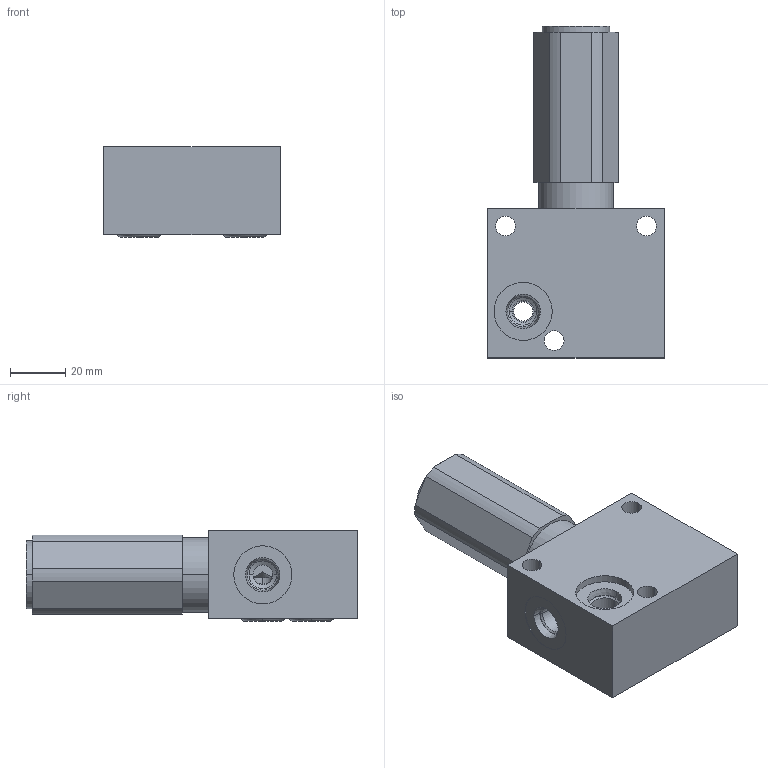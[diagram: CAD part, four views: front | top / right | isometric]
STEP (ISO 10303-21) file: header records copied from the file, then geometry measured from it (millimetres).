
FILE_DESCRIPTION((''),'2;1');
FILE_NAME('ILC70540008','2012-05-01T',('kr'),(''),'PRO/ENGINEER BY PARAMETRIC TECHNOLOGY CORPORATION, 2007460','PRO/ENGINEER BY PARAMETRIC TECHNOLOGY CORPORATION, 2007460','');
FILE_SCHEMA(('AUTOMOTIVE_DESIGN_CC2 { 1 2 10303 214 -1 1 5 2 }'));
Length unit declared in the file: inch
Products named in the file (1): ILC70540008
Bounding box: 63.5 x 119.63 x 32.61 mm (x, y, z)
Volume: 139604.4 mm3; surface area: 28125.6 mm2
Topology: 1 solids, 6 shells, 118 faces, 282 edges, 178 vertices
Faces by surface type: cylinder 54, plane 33, cone 27, torus 4
Entity records: 3638 total; most frequent: DIRECTION 652, CARTESIAN_POINT 649, ORIENTED_EDGE 542, EDGE_CURVE 281, AXIS2_PLACEMENT_3D 261, VERTEX_POINT 178, EDGE_LOOP 143, CIRCLE 142
